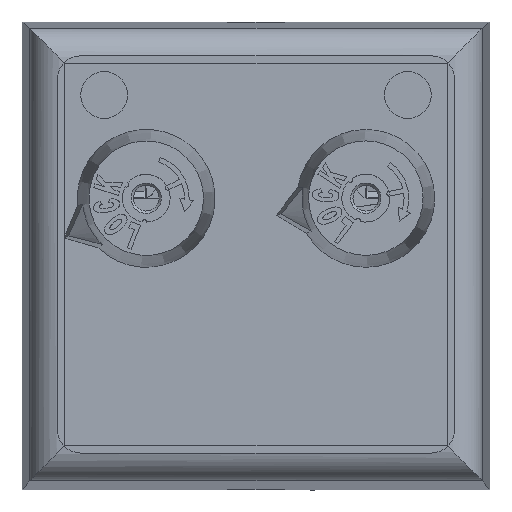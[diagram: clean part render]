
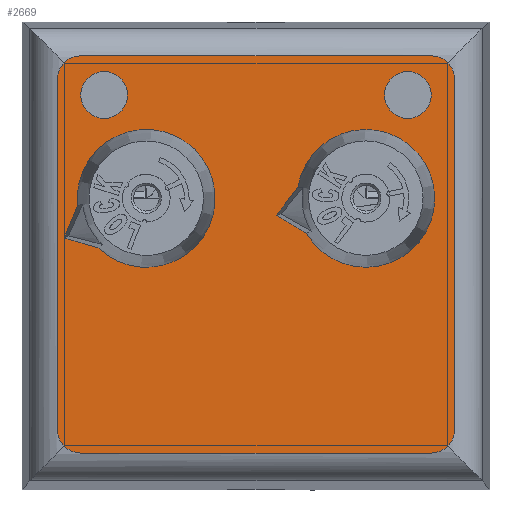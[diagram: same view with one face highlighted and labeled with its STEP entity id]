
A CAD part, top view. The second image highlights one B-rep face of the part: STEP entity #2669.
In plain terms, the highlighted planar face has unit normal (0, 0, 1).
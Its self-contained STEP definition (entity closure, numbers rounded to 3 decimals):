
#2425=CARTESIAN_POINT('',(4.315,1.808,68.24));
#2426=VERTEX_POINT('',#2425);
#2454=CARTESIAN_POINT('',(1.734,3.354,68.24));
#2455=VERTEX_POINT('',#2454);
#2462=CARTESIAN_POINT('',(4.315,1.808,68.24));
#2463=DIRECTION('',(-0.858,0.514,0.));
#2464=VECTOR('',#2463,3.009);
#2465=LINE('',#2462,#2464);
#2466=EDGE_CURVE('',#2426,#2455,#2465,.T.);
#2476=CARTESIAN_POINT('',(3.574,5.734,68.24));
#2477=VERTEX_POINT('',#2476);
#2493=CARTESIAN_POINT('',(1.734,3.354,68.24));
#2494=DIRECTION('',(0.612,0.791,0.));
#2495=VECTOR('',#2494,3.009);
#2496=LINE('',#2493,#2495);
#2497=EDGE_CURVE('',#2455,#2477,#2496,.T.);
#2524=CARTESIAN_POINT('',(9.4,4.8,68.24));
#2525=DIRECTION('',(0.,0.,-1.));
#2526=DIRECTION('',(-0.983,-0.185,0.));
#2527=AXIS2_PLACEMENT_3D('',#2524,#2525,#2526);
#2528=CIRCLE('',#2527,5.9);
#2529=EDGE_CURVE('',#2477,#2426,#2528,.T.);
#2540=CARTESIAN_POINT('',(0.,0.,68.24));
#2541=DIRECTION('',(0.,0.,1.0));
#2542=DIRECTION('',(-1.0,0.0,0.0));
#2543=AXIS2_PLACEMENT_3D('',#2540,#2541,#2542);
#2544=PLANE('',#2543);
#2545=CARTESIAN_POINT('',(17.0,-15.,68.24));
#2546=VERTEX_POINT('',#2545);
#2547=CARTESIAN_POINT('',(15.0,-17.0,68.24));
#2548=VERTEX_POINT('',#2547);
#2549=CARTESIAN_POINT('',(15.,-15.0,68.24));
#2550=DIRECTION('',(0.,0.,-1.0));
#2551=DIRECTION('',(0.707,-0.707,0.));
#2552=AXIS2_PLACEMENT_3D('',#2549,#2550,#2551);
#2553=CIRCLE('',#2552,2.0);
#2554=EDGE_CURVE('',#2546,#2548,#2553,.T.);
#2555=ORIENTED_EDGE('',*,*,#2554,.F.);
#2556=CARTESIAN_POINT('',(17.0,15.0,68.24));
#2557=VERTEX_POINT('',#2556);
#2558=CARTESIAN_POINT('',(17.,15.0,68.24));
#2559=DIRECTION('',(0.,-1.0,0.));
#2560=VECTOR('',#2559,30.0);
#2561=LINE('',#2558,#2560);
#2562=EDGE_CURVE('',#2557,#2546,#2561,.T.);
#2563=ORIENTED_EDGE('',*,*,#2562,.F.);
#2564=CARTESIAN_POINT('',(15.,17.0,68.24));
#2565=VERTEX_POINT('',#2564);
#2566=CARTESIAN_POINT('',(15.0,15.,68.24));
#2567=DIRECTION('',(0.,0.,-1.0));
#2568=DIRECTION('',(0.707,0.707,0.));
#2569=AXIS2_PLACEMENT_3D('',#2566,#2567,#2568);
#2570=CIRCLE('',#2569,2.0);
#2571=EDGE_CURVE('',#2565,#2557,#2570,.T.);
#2572=ORIENTED_EDGE('',*,*,#2571,.F.);
#2573=CARTESIAN_POINT('',(-15.0,17.0,68.24));
#2574=VERTEX_POINT('',#2573);
#2575=CARTESIAN_POINT('',(-15.0,17.,68.24));
#2576=DIRECTION('',(1.0,0.0,0.0));
#2577=VECTOR('',#2576,30.0);
#2578=LINE('',#2575,#2577);
#2579=EDGE_CURVE('',#2574,#2565,#2578,.T.);
#2580=ORIENTED_EDGE('',*,*,#2579,.F.);
#2581=CARTESIAN_POINT('',(-17.0,15.,68.24));
#2582=VERTEX_POINT('',#2581);
#2583=CARTESIAN_POINT('',(-15.,15.0,68.24));
#2584=DIRECTION('',(0.,0.,-1.0));
#2585=DIRECTION('',(-0.707,0.707,0.));
#2586=AXIS2_PLACEMENT_3D('',#2583,#2584,#2585);
#2587=CIRCLE('',#2586,2.0);
#2588=EDGE_CURVE('',#2582,#2574,#2587,.T.);
#2589=ORIENTED_EDGE('',*,*,#2588,.F.);
#2590=CARTESIAN_POINT('',(-17.0,-15.0,68.24));
#2591=VERTEX_POINT('',#2590);
#2592=CARTESIAN_POINT('',(-17.,-15.0,68.24));
#2593=DIRECTION('',(0.,1.0,0.));
#2594=VECTOR('',#2593,30.0);
#2595=LINE('',#2592,#2594);
#2596=EDGE_CURVE('',#2591,#2582,#2595,.T.);
#2597=ORIENTED_EDGE('',*,*,#2596,.F.);
#2598=CARTESIAN_POINT('',(-15.,-17.0,68.24));
#2599=VERTEX_POINT('',#2598);
#2600=CARTESIAN_POINT('',(-15.0,-15.,68.24));
#2601=DIRECTION('',(0.,0.,-1.0));
#2602=DIRECTION('',(-0.707,-0.707,0.));
#2603=AXIS2_PLACEMENT_3D('',#2600,#2601,#2602);
#2604=CIRCLE('',#2603,2.0);
#2605=EDGE_CURVE('',#2599,#2591,#2604,.T.);
#2606=ORIENTED_EDGE('',*,*,#2605,.F.);
#2607=CARTESIAN_POINT('',(15.0,-17.,68.24));
#2608=DIRECTION('',(-1.0,0.0,0.0));
#2609=VECTOR('',#2608,30.0);
#2610=LINE('',#2607,#2609);
#2611=EDGE_CURVE('',#2548,#2599,#2610,.T.);
#2612=ORIENTED_EDGE('',*,*,#2611,.F.);
#2613=EDGE_LOOP('',(#2555,#2563,#2572,#2580,#2589,#2597,#2606,#2612));
#2614=FACE_OUTER_BOUND('',#2613,.T.);
#2615=CARTESIAN_POINT('',(-13.528,0.585,68.24));
#2616=VERTEX_POINT('',#2615);
#2617=CARTESIAN_POINT('',(-16.423,1.404,68.24));
#2618=VERTEX_POINT('',#2617);
#2619=CARTESIAN_POINT('',(-13.528,0.585,68.24));
#2620=DIRECTION('',(-0.962,0.272,0.));
#2621=VECTOR('',#2620,3.009);
#2622=LINE('',#2619,#2621);
#2623=EDGE_CURVE('',#2616,#2618,#2622,.T.);
#2624=ORIENTED_EDGE('',*,*,#2623,.T.);
#2625=CARTESIAN_POINT('',(-15.267,4.182,68.24));
#2626=VERTEX_POINT('',#2625);
#2627=CARTESIAN_POINT('',(-16.423,1.404,68.24));
#2628=DIRECTION('',(0.384,0.923,0.));
#2629=VECTOR('',#2628,3.009);
#2630=LINE('',#2627,#2629);
#2631=EDGE_CURVE('',#2618,#2626,#2630,.T.);
#2632=ORIENTED_EDGE('',*,*,#2631,.T.);
#2633=CARTESIAN_POINT('',(-9.4,4.8,68.24));
#2634=DIRECTION('',(0.,0.,-1.0));
#2635=DIRECTION('',(-0.9,-0.435,0.));
#2636=AXIS2_PLACEMENT_3D('',#2633,#2634,#2635);
#2637=CIRCLE('',#2636,5.9);
#2638=EDGE_CURVE('',#2626,#2616,#2637,.T.);
#2639=ORIENTED_EDGE('',*,*,#2638,.T.);
#2640=EDGE_LOOP('',(#2624,#2632,#2639));
#2641=FACE_BOUND('',#2640,.T.);
#2642=CARTESIAN_POINT('',(-15.0,13.65,68.24));
#2643=VERTEX_POINT('',#2642);
#2644=CARTESIAN_POINT('',(-13.0,13.65,68.24));
#2645=DIRECTION('',(0.0,0.,-1.0));
#2646=DIRECTION('',(-1.0,0.0,0.0));
#2647=AXIS2_PLACEMENT_3D('',#2644,#2645,#2646);
#2648=CIRCLE('',#2647,2.0);
#2649=EDGE_CURVE('',#2643,#2643,#2648,.T.);
#2650=ORIENTED_EDGE('',*,*,#2649,.T.);
#2651=EDGE_LOOP('',(#2650));
#2652=FACE_BOUND('',#2651,.T.);
#2653=CARTESIAN_POINT('',(11.0,13.65,68.24));
#2654=VERTEX_POINT('',#2653);
#2655=CARTESIAN_POINT('',(13.0,13.65,68.24));
#2656=DIRECTION('',(0.0,0.,-1.0));
#2657=DIRECTION('',(-1.0,0.0,0.0));
#2658=AXIS2_PLACEMENT_3D('',#2655,#2656,#2657);
#2659=CIRCLE('',#2658,2.0);
#2660=EDGE_CURVE('',#2654,#2654,#2659,.T.);
#2661=ORIENTED_EDGE('',*,*,#2660,.T.);
#2662=EDGE_LOOP('',(#2661));
#2663=FACE_BOUND('',#2662,.T.);
#2664=ORIENTED_EDGE('',*,*,#2466,.T.);
#2665=ORIENTED_EDGE('',*,*,#2497,.T.);
#2666=ORIENTED_EDGE('',*,*,#2529,.T.);
#2667=EDGE_LOOP('',(#2664,#2665,#2666));
#2668=FACE_BOUND('',#2667,.T.);
#2669=ADVANCED_FACE('',(#2614,#2641,#2652,#2663,#2668),#2544,.T.);
